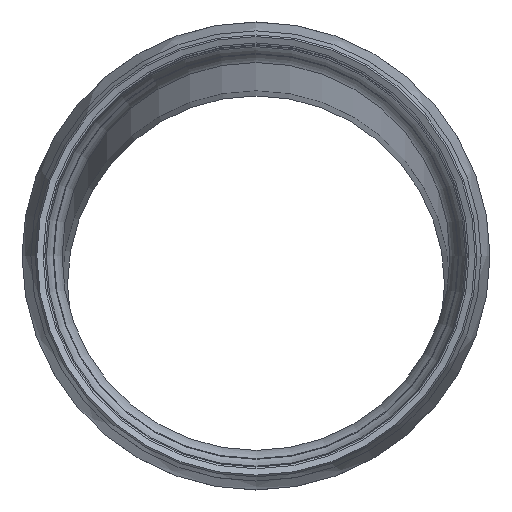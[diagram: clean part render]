
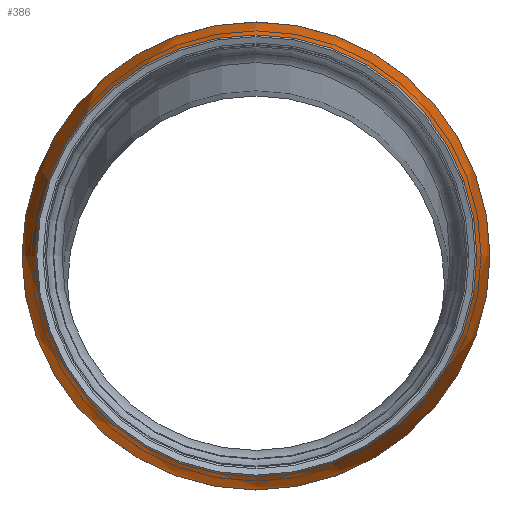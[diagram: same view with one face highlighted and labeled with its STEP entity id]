
A CAD part, top view. The second image highlights one B-rep face of the part: STEP entity #386.
In plain terms, the highlighted free-form (B-spline) face has degree [2, 2] with [3, 9] control points.
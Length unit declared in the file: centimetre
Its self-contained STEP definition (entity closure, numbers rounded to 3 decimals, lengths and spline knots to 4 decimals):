
#23=(
BOUNDED_SURFACE()
B_SPLINE_SURFACE(2,2,((#724,#725,#726,#727,#728,#729,#730,#731,#732),(#733,
#734,#735,#736,#737,#738,#739,#740,#741),(#742,#743,#744,#745,#746,#747,
#748,#749,#750)),.UNSPECIFIED.,.F.,.T.,.F.)
B_SPLINE_SURFACE_WITH_KNOTS((3,3),(3,2,2,2,3),(0.,0.4363),
(-3.1416,-1.5708,0.,1.5708,3.1416),
 .UNSPECIFIED.)
GEOMETRIC_REPRESENTATION_ITEM()
RATIONAL_B_SPLINE_SURFACE(((1.,0.707,1.,0.707,1.,
0.707,1.,0.707,1.),(0.976,0.69,
0.976,0.69,0.976,0.69,
0.976,0.69,0.976),(1.,0.707,
1.,0.707,1.,0.707,1.,0.707,1.)))
REPRESENTATION_ITEM('')
SURFACE()
);
#46=FACE_OUTER_BOUND('',#70,.T.);
#70=EDGE_LOOP('',(#282,#283,#284,#285,#286,#287));
#104=CIRCLE('',#459,39.7577);
#105=CIRCLE('',#460,39.7577);
#106=CIRCLE('',#461,25.);
#107=CIRCLE('',#462,42.1);
#108=CIRCLE('',#463,42.1);
#154=VERTEX_POINT('',#719);
#155=VERTEX_POINT('',#721);
#156=VERTEX_POINT('',#751);
#157=VERTEX_POINT('',#753);
#201=EDGE_CURVE('',#154,#155,#104,.T.);
#202=EDGE_CURVE('',#155,#154,#105,.T.);
#203=EDGE_CURVE('',#155,#156,#106,.T.);
#204=EDGE_CURVE('',#156,#157,#107,.T.);
#205=EDGE_CURVE('',#157,#156,#108,.T.);
#282=ORIENTED_EDGE('',*,*,#201,.F.);
#283=ORIENTED_EDGE('',*,*,#202,.F.);
#284=ORIENTED_EDGE('',*,*,#203,.T.);
#285=ORIENTED_EDGE('',*,*,#204,.T.);
#286=ORIENTED_EDGE('',*,*,#205,.T.);
#287=ORIENTED_EDGE('',*,*,#203,.F.);
#386=ADVANCED_FACE('',(#46),#23,.F.);
#459=AXIS2_PLACEMENT_3D('',#722,#566,#567);
#460=AXIS2_PLACEMENT_3D('',#723,#568,#569);
#461=AXIS2_PLACEMENT_3D('',#752,#570,#571);
#462=AXIS2_PLACEMENT_3D('',#754,#572,#573);
#463=AXIS2_PLACEMENT_3D('',#755,#574,#575);
#566=DIRECTION('center_axis',(0.,0.,1.));
#567=DIRECTION('ref_axis',(1.,0.,0.));
#568=DIRECTION('center_axis',(0.,0.,1.));
#569=DIRECTION('ref_axis',(1.,0.,0.));
#570=DIRECTION('center_axis',(-1.,0.,0.));
#571=DIRECTION('ref_axis',(0.,1.,0.));
#572=DIRECTION('center_axis',(0.,0.,1.));
#573=DIRECTION('ref_axis',(1.,0.,0.));
#574=DIRECTION('center_axis',(0.,0.,1.));
#575=DIRECTION('ref_axis',(1.,0.,0.));
#719=CARTESIAN_POINT('',(-39.7577,0.,2949.3403));
#721=CARTESIAN_POINT('',(0.,39.7577,2949.3403));
#722=CARTESIAN_POINT('Origin',(0.,0.,2949.3403));
#723=CARTESIAN_POINT('Origin',(0.,0.,2949.3403));
#724=CARTESIAN_POINT('Ctrl Pts',(0.,42.1,2938.7749));
#725=CARTESIAN_POINT('Ctrl Pts',(-42.1,42.1,2938.7749));
#726=CARTESIAN_POINT('Ctrl Pts',(-42.1,0.,2938.7749));
#727=CARTESIAN_POINT('Ctrl Pts',(-42.1,-42.1,2938.7749));
#728=CARTESIAN_POINT('Ctrl Pts',(0.,-42.1,2938.7749));
#729=CARTESIAN_POINT('Ctrl Pts',(42.1,-42.1,2938.7749));
#730=CARTESIAN_POINT('Ctrl Pts',(42.1,0.,2938.7749));
#731=CARTESIAN_POINT('Ctrl Pts',(42.1,42.1,2938.7749));
#732=CARTESIAN_POINT('Ctrl Pts',(0.,42.1,2938.7749));
#733=CARTESIAN_POINT('Ctrl Pts',(0.,42.1,2944.3173));
#734=CARTESIAN_POINT('Ctrl Pts',(-42.1,42.1,2944.3173));
#735=CARTESIAN_POINT('Ctrl Pts',(-42.1,0.,2944.3173));
#736=CARTESIAN_POINT('Ctrl Pts',(-42.1,-42.1,2944.3173));
#737=CARTESIAN_POINT('Ctrl Pts',(0.,-42.1,2944.3173));
#738=CARTESIAN_POINT('Ctrl Pts',(42.1,-42.1,2944.3173));
#739=CARTESIAN_POINT('Ctrl Pts',(42.1,0.,2944.3173));
#740=CARTESIAN_POINT('Ctrl Pts',(42.1,42.1,2944.3173));
#741=CARTESIAN_POINT('Ctrl Pts',(0.,42.1,2944.3173));
#742=CARTESIAN_POINT('Ctrl Pts',(0.,39.7577,2949.3403));
#743=CARTESIAN_POINT('Ctrl Pts',(-39.7577,39.7577,2949.3403));
#744=CARTESIAN_POINT('Ctrl Pts',(-39.7577,0.,2949.3403));
#745=CARTESIAN_POINT('Ctrl Pts',(-39.7577,-39.7577,2949.3403));
#746=CARTESIAN_POINT('Ctrl Pts',(0.,-39.7577,2949.3403));
#747=CARTESIAN_POINT('Ctrl Pts',(39.7577,-39.7577,2949.3403));
#748=CARTESIAN_POINT('Ctrl Pts',(39.7577,0.,2949.3403));
#749=CARTESIAN_POINT('Ctrl Pts',(39.7577,39.7577,2949.3403));
#750=CARTESIAN_POINT('Ctrl Pts',(0.,39.7577,2949.3403));
#751=CARTESIAN_POINT('',(0.,42.1,2938.7749));
#752=CARTESIAN_POINT('Origin',(0.,17.1,2938.7749));
#753=CARTESIAN_POINT('',(-42.1,0.,2938.7749));
#754=CARTESIAN_POINT('Origin',(0.,0.,2938.7749));
#755=CARTESIAN_POINT('Origin',(0.,0.,2938.7749));
